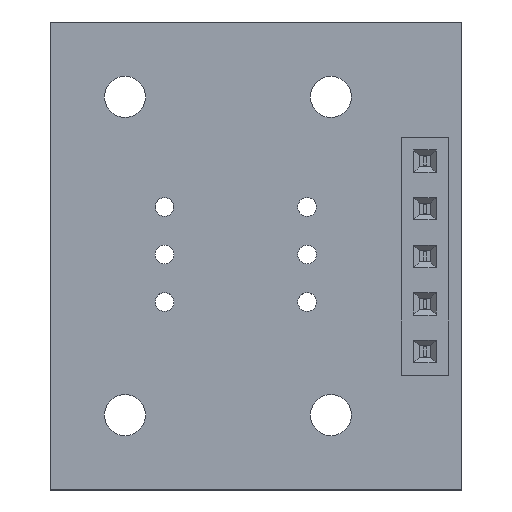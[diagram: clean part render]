
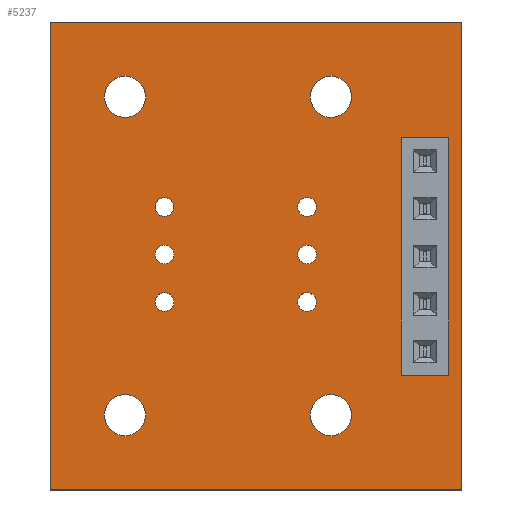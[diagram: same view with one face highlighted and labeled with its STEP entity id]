
A CAD part, top view. The second image highlights one B-rep face of the part: STEP entity #5237.
In plain terms, the highlighted planar face has unit normal (0, 0, 1).
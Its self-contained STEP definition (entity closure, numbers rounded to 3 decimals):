
#4960 = VERTEX_POINT('',#4961);
#4961 = CARTESIAN_POINT('',(140.5,-99.,1.6));
#4967 = EDGE_CURVE('',#4960,#4968,#4970,.T.);
#4968 = VERTEX_POINT('',#4969);
#4969 = CARTESIAN_POINT('',(118.5,-99.,1.6));
#4970 = LINE('',#4971,#4972);
#4971 = CARTESIAN_POINT('',(140.5,-99.,1.6));
#4972 = VECTOR('',#4973,1.);
#4973 = DIRECTION('',(-1.,0.,0.));
#5000 = VERTEX_POINT('',#5001);
#5001 = CARTESIAN_POINT('',(140.5,-74.,1.6));
#5007 = EDGE_CURVE('',#5000,#4960,#5008,.T.);
#5008 = LINE('',#5009,#5010);
#5009 = CARTESIAN_POINT('',(140.5,-74.,1.6));
#5010 = VECTOR('',#5011,1.);
#5011 = DIRECTION('',(0.,-1.,0.));
#5029 = EDGE_CURVE('',#4968,#5030,#5032,.T.);
#5030 = VERTEX_POINT('',#5031);
#5031 = CARTESIAN_POINT('',(118.5,-74.,1.6));
#5032 = LINE('',#5033,#5034);
#5033 = CARTESIAN_POINT('',(118.5,-99.,1.6));
#5034 = VECTOR('',#5035,1.);
#5035 = DIRECTION('',(0.,1.,0.));
#5237 = ADVANCED_FACE('',(#5238,#5249,#5260,#5271,#5282,#5293,#5304,
    #5315,#5326,#5337,#5348,#5359,#5370,#5381,#5392,#5403),#5414,.T.);
#5238 = FACE_BOUND('',#5239,.T.);
#5239 = EDGE_LOOP('',(#5240,#5241,#5242,#5248));
#5240 = ORIENTED_EDGE('',*,*,#4967,.F.);
#5241 = ORIENTED_EDGE('',*,*,#5007,.F.);
#5242 = ORIENTED_EDGE('',*,*,#5243,.F.);
#5243 = EDGE_CURVE('',#5030,#5000,#5244,.T.);
#5244 = LINE('',#5245,#5246);
#5245 = CARTESIAN_POINT('',(118.5,-74.,1.6));
#5246 = VECTOR('',#5247,1.);
#5247 = DIRECTION('',(1.,0.,0.));
#5248 = ORIENTED_EDGE('',*,*,#5029,.F.);
#5249 = FACE_BOUND('',#5250,.T.);
#5250 = EDGE_LOOP('',(#5251));
#5251 = ORIENTED_EDGE('',*,*,#5252,.T.);
#5252 = EDGE_CURVE('',#5253,#5253,#5255,.T.);
#5253 = VERTEX_POINT('',#5254);
#5254 = CARTESIAN_POINT('',(122.5,-96.1,1.6));
#5255 = CIRCLE('',#5256,1.1);
#5256 = AXIS2_PLACEMENT_3D('',#5257,#5258,#5259);
#5257 = CARTESIAN_POINT('',(122.5,-95.,1.6));
#5258 = DIRECTION('',(-0.,0.,-1.));
#5259 = DIRECTION('',(-0.,-1.,0.));
#5260 = FACE_BOUND('',#5261,.T.);
#5261 = EDGE_LOOP('',(#5262));
#5262 = ORIENTED_EDGE('',*,*,#5263,.T.);
#5263 = EDGE_CURVE('',#5264,#5264,#5266,.T.);
#5264 = VERTEX_POINT('',#5265);
#5265 = CARTESIAN_POINT('',(124.613,-89.463,1.6));
#5266 = CIRCLE('',#5267,0.5);
#5267 = AXIS2_PLACEMENT_3D('',#5268,#5269,#5270);
#5268 = CARTESIAN_POINT('',(124.613,-88.963,1.6));
#5269 = DIRECTION('',(-0.,0.,-1.));
#5270 = DIRECTION('',(-0.,-1.,0.));
#5271 = FACE_BOUND('',#5272,.T.);
#5272 = EDGE_LOOP('',(#5273));
#5273 = ORIENTED_EDGE('',*,*,#5274,.T.);
#5274 = EDGE_CURVE('',#5275,#5275,#5277,.T.);
#5275 = VERTEX_POINT('',#5276);
#5276 = CARTESIAN_POINT('',(133.5,-96.1,1.6));
#5277 = CIRCLE('',#5278,1.1);
#5278 = AXIS2_PLACEMENT_3D('',#5279,#5280,#5281);
#5279 = CARTESIAN_POINT('',(133.5,-95.,1.6));
#5280 = DIRECTION('',(-0.,0.,-1.));
#5281 = DIRECTION('',(-0.,-1.,0.));
#5282 = FACE_BOUND('',#5283,.T.);
#5283 = EDGE_LOOP('',(#5284));
#5284 = ORIENTED_EDGE('',*,*,#5285,.T.);
#5285 = EDGE_CURVE('',#5286,#5286,#5288,.T.);
#5286 = VERTEX_POINT('',#5287);
#5287 = CARTESIAN_POINT('',(138.525,-92.11,1.6));
#5288 = CIRCLE('',#5289,0.5);
#5289 = AXIS2_PLACEMENT_3D('',#5290,#5291,#5292);
#5290 = CARTESIAN_POINT('',(138.525,-91.61,1.6));
#5291 = DIRECTION('',(-0.,0.,-1.));
#5292 = DIRECTION('',(-0.,-1.,0.));
#5293 = FACE_BOUND('',#5294,.T.);
#5294 = EDGE_LOOP('',(#5295));
#5295 = ORIENTED_EDGE('',*,*,#5296,.T.);
#5296 = EDGE_CURVE('',#5297,#5297,#5299,.T.);
#5297 = VERTEX_POINT('',#5298);
#5298 = CARTESIAN_POINT('',(132.233,-89.463,1.6));
#5299 = CIRCLE('',#5300,0.5);
#5300 = AXIS2_PLACEMENT_3D('',#5301,#5302,#5303);
#5301 = CARTESIAN_POINT('',(132.233,-88.963,1.6));
#5302 = DIRECTION('',(-0.,0.,-1.));
#5303 = DIRECTION('',(-0.,-1.,0.));
#5304 = FACE_BOUND('',#5305,.T.);
#5305 = EDGE_LOOP('',(#5306));
#5306 = ORIENTED_EDGE('',*,*,#5307,.T.);
#5307 = EDGE_CURVE('',#5308,#5308,#5310,.T.);
#5308 = VERTEX_POINT('',#5309);
#5309 = CARTESIAN_POINT('',(138.525,-89.57,1.6));
#5310 = CIRCLE('',#5311,0.5);
#5311 = AXIS2_PLACEMENT_3D('',#5312,#5313,#5314);
#5312 = CARTESIAN_POINT('',(138.525,-89.07,1.6));
#5313 = DIRECTION('',(-0.,0.,-1.));
#5314 = DIRECTION('',(-0.,-1.,0.));
#5315 = FACE_BOUND('',#5316,.T.);
#5316 = EDGE_LOOP('',(#5317));
#5317 = ORIENTED_EDGE('',*,*,#5318,.T.);
#5318 = EDGE_CURVE('',#5319,#5319,#5321,.T.);
#5319 = VERTEX_POINT('',#5320);
#5320 = CARTESIAN_POINT('',(138.525,-87.03,1.6));
#5321 = CIRCLE('',#5322,0.5);
#5322 = AXIS2_PLACEMENT_3D('',#5323,#5324,#5325);
#5323 = CARTESIAN_POINT('',(138.525,-86.53,1.6));
#5324 = DIRECTION('',(-0.,0.,-1.));
#5325 = DIRECTION('',(-0.,-1.,0.));
#5326 = FACE_BOUND('',#5327,.T.);
#5327 = EDGE_LOOP('',(#5328));
#5328 = ORIENTED_EDGE('',*,*,#5329,.T.);
#5329 = EDGE_CURVE('',#5330,#5330,#5332,.T.);
#5330 = VERTEX_POINT('',#5331);
#5331 = CARTESIAN_POINT('',(124.613,-86.923,1.6));
#5332 = CIRCLE('',#5333,0.5);
#5333 = AXIS2_PLACEMENT_3D('',#5334,#5335,#5336);
#5334 = CARTESIAN_POINT('',(124.613,-86.423,1.6));
#5335 = DIRECTION('',(-0.,0.,-1.));
#5336 = DIRECTION('',(-0.,-1.,0.));
#5337 = FACE_BOUND('',#5338,.T.);
#5338 = EDGE_LOOP('',(#5339));
#5339 = ORIENTED_EDGE('',*,*,#5340,.T.);
#5340 = EDGE_CURVE('',#5341,#5341,#5343,.T.);
#5341 = VERTEX_POINT('',#5342);
#5342 = CARTESIAN_POINT('',(124.613,-84.383,1.6));
#5343 = CIRCLE('',#5344,0.5);
#5344 = AXIS2_PLACEMENT_3D('',#5345,#5346,#5347);
#5345 = CARTESIAN_POINT('',(124.613,-83.883,1.6));
#5346 = DIRECTION('',(-0.,0.,-1.));
#5347 = DIRECTION('',(-0.,-1.,0.));
#5348 = FACE_BOUND('',#5349,.T.);
#5349 = EDGE_LOOP('',(#5350));
#5350 = ORIENTED_EDGE('',*,*,#5351,.T.);
#5351 = EDGE_CURVE('',#5352,#5352,#5354,.T.);
#5352 = VERTEX_POINT('',#5353);
#5353 = CARTESIAN_POINT('',(122.5,-79.1,1.6));
#5354 = CIRCLE('',#5355,1.1);
#5355 = AXIS2_PLACEMENT_3D('',#5356,#5357,#5358);
#5356 = CARTESIAN_POINT('',(122.5,-78.,1.6));
#5357 = DIRECTION('',(-0.,0.,-1.));
#5358 = DIRECTION('',(-0.,-1.,0.));
#5359 = FACE_BOUND('',#5360,.T.);
#5360 = EDGE_LOOP('',(#5361));
#5361 = ORIENTED_EDGE('',*,*,#5362,.T.);
#5362 = EDGE_CURVE('',#5363,#5363,#5365,.T.);
#5363 = VERTEX_POINT('',#5364);
#5364 = CARTESIAN_POINT('',(132.233,-86.923,1.6));
#5365 = CIRCLE('',#5366,0.5);
#5366 = AXIS2_PLACEMENT_3D('',#5367,#5368,#5369);
#5367 = CARTESIAN_POINT('',(132.233,-86.423,1.6));
#5368 = DIRECTION('',(-0.,0.,-1.));
#5369 = DIRECTION('',(-0.,-1.,0.));
#5370 = FACE_BOUND('',#5371,.T.);
#5371 = EDGE_LOOP('',(#5372));
#5372 = ORIENTED_EDGE('',*,*,#5373,.T.);
#5373 = EDGE_CURVE('',#5374,#5374,#5376,.T.);
#5374 = VERTEX_POINT('',#5375);
#5375 = CARTESIAN_POINT('',(132.233,-84.383,1.6));
#5376 = CIRCLE('',#5377,0.5);
#5377 = AXIS2_PLACEMENT_3D('',#5378,#5379,#5380);
#5378 = CARTESIAN_POINT('',(132.233,-83.883,1.6));
#5379 = DIRECTION('',(-0.,0.,-1.));
#5380 = DIRECTION('',(-0.,-1.,0.));
#5381 = FACE_BOUND('',#5382,.T.);
#5382 = EDGE_LOOP('',(#5383));
#5383 = ORIENTED_EDGE('',*,*,#5384,.T.);
#5384 = EDGE_CURVE('',#5385,#5385,#5387,.T.);
#5385 = VERTEX_POINT('',#5386);
#5386 = CARTESIAN_POINT('',(138.525,-84.49,1.6));
#5387 = CIRCLE('',#5388,0.5);
#5388 = AXIS2_PLACEMENT_3D('',#5389,#5390,#5391);
#5389 = CARTESIAN_POINT('',(138.525,-83.99,1.6));
#5390 = DIRECTION('',(-0.,0.,-1.));
#5391 = DIRECTION('',(-0.,-1.,0.));
#5392 = FACE_BOUND('',#5393,.T.);
#5393 = EDGE_LOOP('',(#5394));
#5394 = ORIENTED_EDGE('',*,*,#5395,.T.);
#5395 = EDGE_CURVE('',#5396,#5396,#5398,.T.);
#5396 = VERTEX_POINT('',#5397);
#5397 = CARTESIAN_POINT('',(133.5,-79.1,1.6));
#5398 = CIRCLE('',#5399,1.1);
#5399 = AXIS2_PLACEMENT_3D('',#5400,#5401,#5402);
#5400 = CARTESIAN_POINT('',(133.5,-78.,1.6));
#5401 = DIRECTION('',(-0.,0.,-1.));
#5402 = DIRECTION('',(-0.,-1.,0.));
#5403 = FACE_BOUND('',#5404,.T.);
#5404 = EDGE_LOOP('',(#5405));
#5405 = ORIENTED_EDGE('',*,*,#5406,.T.);
#5406 = EDGE_CURVE('',#5407,#5407,#5409,.T.);
#5407 = VERTEX_POINT('',#5408);
#5408 = CARTESIAN_POINT('',(138.525,-81.95,1.6));
#5409 = CIRCLE('',#5410,0.5);
#5410 = AXIS2_PLACEMENT_3D('',#5411,#5412,#5413);
#5411 = CARTESIAN_POINT('',(138.525,-81.45,1.6));
#5412 = DIRECTION('',(-0.,0.,-1.));
#5413 = DIRECTION('',(-0.,-1.,0.));
#5414 = PLANE('',#5415);
#5415 = AXIS2_PLACEMENT_3D('',#5416,#5417,#5418);
#5416 = CARTESIAN_POINT('',(0.,0.,1.6));
#5417 = DIRECTION('',(0.,0.,1.));
#5418 = DIRECTION('',(1.,0.,-0.));
